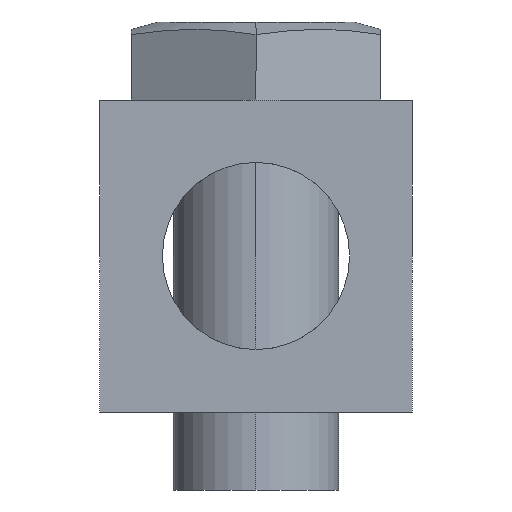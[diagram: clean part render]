
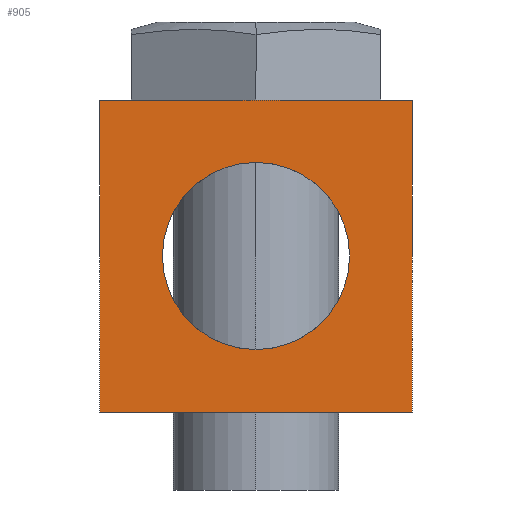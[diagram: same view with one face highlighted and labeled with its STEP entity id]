
A CAD part, left-side view. The second image highlights one B-rep face of the part: STEP entity #905.
In plain terms, the highlighted planar face has unit normal (-1, 0, 0).
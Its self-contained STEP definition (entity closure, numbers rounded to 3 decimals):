
#222=CARTESIAN_POINT('',(-27.5,0.0,6.0));
#223=VERTEX_POINT('',#222);
#276=CARTESIAN_POINT('',(-27.5,0.,-6.0));
#277=VERTEX_POINT('',#276);
#284=CARTESIAN_POINT('',(-27.5,0.0,0.0));
#285=DIRECTION('',(1.0,0.0,0.0));
#286=DIRECTION('',(0.0,0.0,1.0));
#287=AXIS2_PLACEMENT_3D('',#284,#285,#286);
#288=CIRCLE('',#287,6.0);
#289=EDGE_CURVE('',#223,#277,#288,.T.);
#744=CARTESIAN_POINT('',(-27.5,0.0,0.0));
#745=DIRECTION('',(1.0,0.0,0.0));
#746=DIRECTION('',(0.0,0.0,1.0));
#747=AXIS2_PLACEMENT_3D('',#744,#745,#746);
#748=CIRCLE('',#747,6.0);
#749=EDGE_CURVE('',#277,#223,#748,.T.);
#779=CARTESIAN_POINT('',(-27.5,10.,10.0));
#780=VERTEX_POINT('',#779);
#797=CARTESIAN_POINT('',(-27.5,10.,-10.0));
#798=VERTEX_POINT('',#797);
#805=CARTESIAN_POINT('',(-27.5,10.,-10.0));
#806=DIRECTION('',(0.0,0.0,1.0));
#807=VECTOR('',#806,20.0);
#808=LINE('',#805,#807);
#809=EDGE_CURVE('',#798,#780,#808,.T.);
#854=CARTESIAN_POINT('',(-27.5,-10.0,10.0));
#855=VERTEX_POINT('',#854);
#862=CARTESIAN_POINT('',(-27.5,-10.0,-10.0));
#863=VERTEX_POINT('',#862);
#864=CARTESIAN_POINT('',(-27.5,-10.0,-10.0));
#865=DIRECTION('',(0.0,0.0,1.0));
#866=VECTOR('',#865,20.0);
#867=LINE('',#864,#866);
#868=EDGE_CURVE('',#863,#855,#867,.T.);
#880=CARTESIAN_POINT('',(-27.5,-10.0,-10.0));
#881=DIRECTION('',(-1.0,0.0,0.0));
#882=DIRECTION('',(0.0,0.0,1.0));
#883=AXIS2_PLACEMENT_3D('',#880,#881,#882);
#884=PLANE('',#883);
#885=CARTESIAN_POINT('',(-27.5,-10.0,10.0));
#886=DIRECTION('',(0.0,1.0,0.0));
#887=VECTOR('',#886,20.);
#888=LINE('',#885,#887);
#889=EDGE_CURVE('',#855,#780,#888,.T.);
#890=ORIENTED_EDGE('',*,*,#889,.T.);
#891=ORIENTED_EDGE('',*,*,#809,.F.);
#892=CARTESIAN_POINT('',(-27.5,10.,-10.0));
#893=DIRECTION('',(0.0,-1.0,0.0));
#894=VECTOR('',#893,20.);
#895=LINE('',#892,#894);
#896=EDGE_CURVE('',#798,#863,#895,.T.);
#897=ORIENTED_EDGE('',*,*,#896,.T.);
#898=ORIENTED_EDGE('',*,*,#868,.T.);
#899=EDGE_LOOP('',(#890,#891,#897,#898));
#900=FACE_OUTER_BOUND('',#899,.T.);
#901=ORIENTED_EDGE('',*,*,#289,.T.);
#902=ORIENTED_EDGE('',*,*,#749,.T.);
#903=EDGE_LOOP('',(#901,#902));
#904=FACE_BOUND('',#903,.T.);
#905=ADVANCED_FACE('',(#900,#904),#884,.T.);
